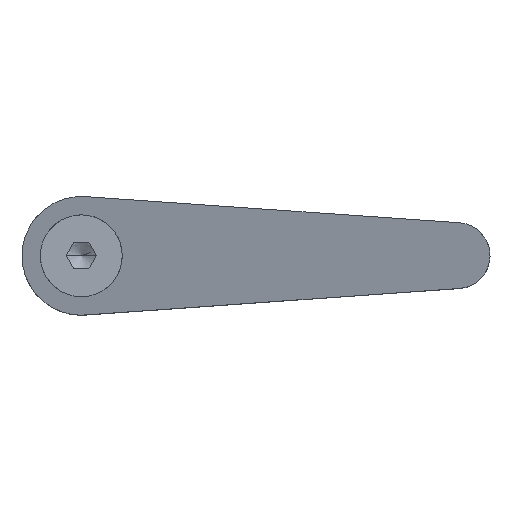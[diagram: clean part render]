
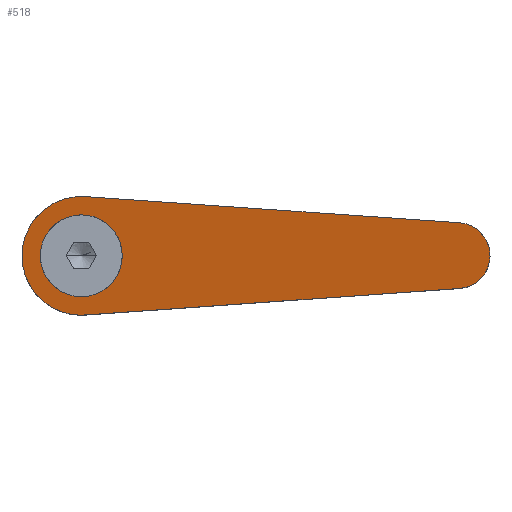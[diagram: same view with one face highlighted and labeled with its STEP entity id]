
A CAD part, top view. The second image highlights one B-rep face of the part: STEP entity #518.
In plain terms, the highlighted planar face has unit normal (-0.266, 0, 0.964).
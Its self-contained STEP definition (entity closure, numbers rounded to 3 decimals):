
#214=EDGE_CURVE('',#464,#414,#567,.T.);
#256=EDGE_CURVE('',#446,#432,#613,.T.);
#294=EDGE_CURVE('',#414,#396,#655,.T.);
#324=EDGE_CURVE('',#504,#446,#689,.T.);
#338=EDGE_CURVE('',#416,#504,#704,.T.);
#396=VERTEX_POINT('',#768);
#414=VERTEX_POINT('',#788);
#416=VERTEX_POINT('',#790);
#432=VERTEX_POINT('',#807);
#446=VERTEX_POINT('',#824);
#464=VERTEX_POINT('',#845);
#474=EDGE_CURVE('',#432,#514,#855,.T.);
#504=VERTEX_POINT('',#886);
#508=EDGE_CURVE('',#396,#464,#891,.T.);
#514=VERTEX_POINT('',#898);
#516=EDGE_CURVE('',#514,#416,#900,.T.);
#518=ADVANCED_FACE('',(#902,#903),#904,.F.);
#567=ELLIPSE('',#968,6.431,6.2);
#613=LINE('',#1029,#1030);
#655=ELLIPSE('',#1086,6.431,6.2);
#689=ELLIPSE('',#1130,9.335,9.);
#704=ELLIPSE('',#1151,9.335,9.);
#768=CARTESIAN_POINT('',(-1.001,6.119,28.304));
#788=CARTESIAN_POINT('',(0.,6.2,28.579));
#790=CARTESIAN_POINT('',(0.632,8.978,28.753));
#807=CARTESIAN_POINT('',(57.351,-4.988,44.379));
#824=CARTESIAN_POINT('',(0.632,-8.978,28.753));
#845=CARTESIAN_POINT('',(0.,-6.2,28.579));
#855=ELLIPSE('',#1404,5.186,5.);
#886=CARTESIAN_POINT('',(-9.,0.,26.1));
#891=ELLIPSE('',#1473,6.431,6.2);
#898=CARTESIAN_POINT('',(57.351,4.988,44.379));
#900=LINE('',#1485,#1486);
#902=FACE_OUTER_BOUND('',#1488,.T.);
#903=FACE_BOUND('',#1489,.T.);
#904=PLANE('',#1490);
#968=AXIS2_PLACEMENT_3D('',#1530,#1531,#1532);
#1029=CARTESIAN_POINT('',(59.719,-4.821,45.031));
#1030=VECTOR('',#1582,1.0);
#1086=AXIS2_PLACEMENT_3D('',#1624,#1625,#1626);
#1130=AXIS2_PLACEMENT_3D('',#1662,#1663,#1664);
#1151=AXIS2_PLACEMENT_3D('',#1686,#1687,#1688);
#1404=AXIS2_PLACEMENT_3D('',#1848,#1849,#1850);
#1473=AXIS2_PLACEMENT_3D('',#1883,#1884,#1885);
#1485=CARTESIAN_POINT('',(33.351,6.676,37.767));
#1486=VECTOR('',#1895,1.0);
#1488=EDGE_LOOP('',(#1897,#1898,#1899,#1900,#1901));
#1489=EDGE_LOOP('',(#1902,#1903,#1904));
#1490=AXIS2_PLACEMENT_3D('',#1905,#1906,#1907);
#1530=CARTESIAN_POINT('',(0.0,0.0,28.579));
#1531=DIRECTION('',(-0.266,0.,0.964));
#1532=DIRECTION('',(-0.964,0.0,-0.266));
#1582=DIRECTION('',(0.962,0.068,0.265));
#1624=CARTESIAN_POINT('',(0.0,0.0,28.579));
#1625=DIRECTION('',(-0.266,0.,0.964));
#1626=DIRECTION('',(-0.964,0.0,-0.266));
#1662=CARTESIAN_POINT('',(0.,0.,28.579));
#1663=DIRECTION('',(-0.266,0.,0.964));
#1664=DIRECTION('',(-0.964,0.,-0.266));
#1686=CARTESIAN_POINT('',(0.,0.,28.579));
#1687=DIRECTION('',(-0.266,0.,0.964));
#1688=DIRECTION('',(-0.964,0.,-0.266));
#1848=CARTESIAN_POINT('',(57.0,0.,44.282));
#1849=DIRECTION('',(-0.266,0.,0.964));
#1850=DIRECTION('',(0.964,0.,0.266));
#1883=CARTESIAN_POINT('',(0.0,0.0,28.579));
#1884=DIRECTION('',(-0.266,0.,0.964));
#1885=DIRECTION('',(-0.964,0.0,-0.266));
#1895=DIRECTION('',(-0.962,0.068,-0.265));
#1897=ORIENTED_EDGE('',*,*,#338,.T.);
#1898=ORIENTED_EDGE('',*,*,#324,.T.);
#1899=ORIENTED_EDGE('',*,*,#256,.T.);
#1900=ORIENTED_EDGE('',*,*,#474,.T.);
#1901=ORIENTED_EDGE('',*,*,#516,.T.);
#1902=ORIENTED_EDGE('',*,*,#508,.F.);
#1903=ORIENTED_EDGE('',*,*,#294,.F.);
#1904=ORIENTED_EDGE('',*,*,#214,.F.);
#1905=CARTESIAN_POINT('',(27.678,0.,36.204));
#1906=DIRECTION('',(0.266,0.,-0.964));
#1907=DIRECTION('',(0.256,0.964,0.071));
